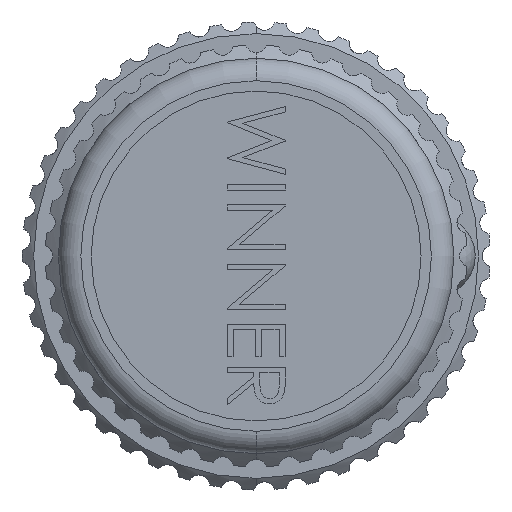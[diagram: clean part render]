
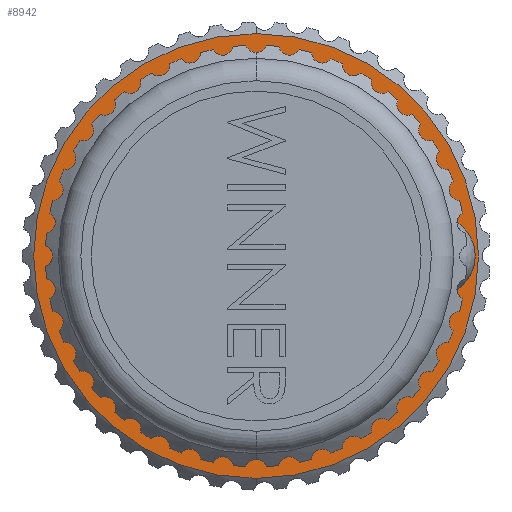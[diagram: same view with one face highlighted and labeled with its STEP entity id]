
A CAD part, left-side view. The second image highlights one B-rep face of the part: STEP entity #8942.
In plain terms, the highlighted planar face has unit normal (-1, 0, 0).
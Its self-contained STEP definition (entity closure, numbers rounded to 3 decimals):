
#81 = AXIS2_PLACEMENT_3D ( 'NONE', #12128, #14973, #2614 ) ;
#190 = DIRECTION ( 'NONE',  ( 0., 0., -1. ) ) ;
#2284 = CARTESIAN_POINT ( 'NONE',  ( -7.9, 0., -15.3 ) ) ;
#2614 = DIRECTION ( 'NONE',  ( 0., 0., -1. ) ) ;
#2731 = PLANE ( 'NONE',  #12809 ) ;
#2881 = VERTEX_POINT ( 'NONE', #25158 ) ;
#3626 = CIRCLE ( 'NONE', #81, 8.56 ) ;
#4312 = ORIENTED_EDGE ( 'NONE', *, *, #18067, .T. ) ;
#5029 = DIRECTION ( 'NONE',  ( 0., 0., -1. ) ) ;
#7138 = AXIS2_PLACEMENT_3D ( 'NONE', #23310, #13143, #8228 ) ;
#7176 = CARTESIAN_POINT ( 'NONE',  ( -7.9, 0., -8.56 ) ) ;
#8228 = DIRECTION ( 'NONE',  ( 0., 0., -1. ) ) ;
#8334 = CIRCLE ( 'NONE', #18225, 15.3 ) ;
#8942 = ADVANCED_FACE ( 'NONE', ( #18049, #23595 ), #2731, .T. ) ;
#9829 = DIRECTION ( 'NONE',  ( -1., 0., 0. ) ) ;
#10583 = CARTESIAN_POINT ( 'NONE',  ( -7.9, 0., 0. ) ) ;
#12128 = CARTESIAN_POINT ( 'NONE',  ( -7.9, 0., 0. ) ) ;
#12662 = CARTESIAN_POINT ( 'NONE',  ( -7.9, 0., 0. ) ) ;
#12809 = AXIS2_PLACEMENT_3D ( 'NONE', #20171, #9829, #5029 ) ;
#13143 = DIRECTION ( 'NONE',  ( -1., 0., 0. ) ) ;
#14665 = VERTEX_POINT ( 'NONE', #7176 ) ;
#14973 = DIRECTION ( 'NONE',  ( -1., 0., 0. ) ) ;
#15176 = DIRECTION ( 'NONE',  ( -1., 0., 0. ) ) ;
#15467 = ORIENTED_EDGE ( 'NONE', *, *, #27602, .T. ) ;
#17196 = VERTEX_POINT ( 'NONE', #21872 ) ;
#18049 = FACE_BOUND ( 'NONE', #29710, .T. ) ;
#18067 = EDGE_CURVE ( 'NONE', #26684, #2881, #8334, .T. ) ;
#18225 = AXIS2_PLACEMENT_3D ( 'NONE', #10583, #28177, #28284 ) ;
#19064 = AXIS2_PLACEMENT_3D ( 'NONE', #12662, #15176, #190 ) ;
#20171 = CARTESIAN_POINT ( 'NONE',  ( -7.9, 0., 0. ) ) ;
#21872 = CARTESIAN_POINT ( 'NONE',  ( -7.9, 0., 8.56 ) ) ;
#22058 = ORIENTED_EDGE ( 'NONE', *, *, #23386, .F. ) ;
#22719 = CIRCLE ( 'NONE', #19064, 15.3 ) ;
#23310 = CARTESIAN_POINT ( 'NONE',  ( -7.9, 0., 0. ) ) ;
#23386 = EDGE_CURVE ( 'NONE', #14665, #17196, #3626, .T. ) ;
#23595 = FACE_OUTER_BOUND ( 'NONE', #24293, .T. ) ;
#24293 = EDGE_LOOP ( 'NONE', ( #15467, #4312 ) ) ;
#25158 = CARTESIAN_POINT ( 'NONE',  ( -7.9, 0., 15.3 ) ) ;
#26160 = ORIENTED_EDGE ( 'NONE', *, *, #31616, .F. ) ;
#26684 = VERTEX_POINT ( 'NONE', #2284 ) ;
#27602 = EDGE_CURVE ( 'NONE', #2881, #26684, #22719, .T. ) ;
#28177 = DIRECTION ( 'NONE',  ( -1., 0., 0. ) ) ;
#28284 = DIRECTION ( 'NONE',  ( 0., 0., -1. ) ) ;
#29710 = EDGE_LOOP ( 'NONE', ( #22058, #26160 ) ) ;
#31189 = CIRCLE ( 'NONE', #7138, 8.56 ) ;
#31616 = EDGE_CURVE ( 'NONE', #17196, #14665, #31189, .T. ) ;
